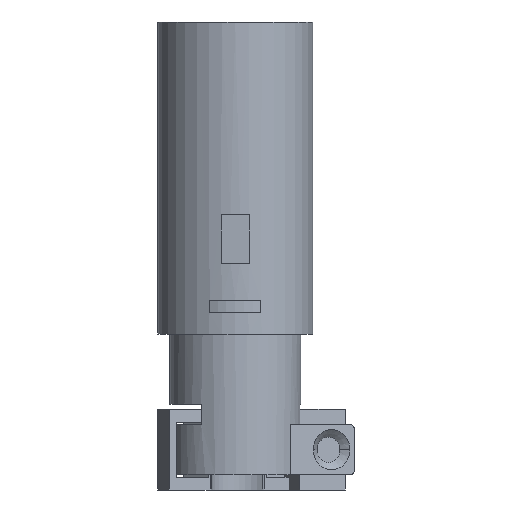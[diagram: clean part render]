
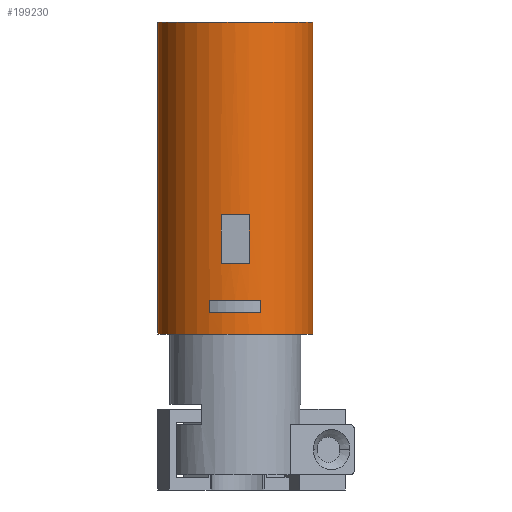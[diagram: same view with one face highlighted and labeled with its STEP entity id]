
A CAD part, front view. The second image highlights one B-rep face of the part: STEP entity #199230.
In plain terms, the highlighted cylindrical face has radius 7.7 mm (diameter 15.4 mm), a partial arc.
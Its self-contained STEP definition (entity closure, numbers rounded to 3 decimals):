
#210=CARTESIAN_POINT('',(35.848,51.907,-10.7));
#220=DIRECTION('',(0.,-1.,0.));
#230=DIRECTION('',(-1.,0.,0.));
#240=AXIS2_PLACEMENT_3D('',#210,#220,#230);
#250=CIRCLE('',#240,7.7);
#260=CARTESIAN_POINT('',(28.148,51.907,-10.7));
#270=VERTEX_POINT('',#260);
#280=CARTESIAN_POINT('',(43.548,51.907,-10.7));
#290=VERTEX_POINT('',#280);
#300=EDGE_CURVE('',#270,#290,#250,.T.);
#1470=CARTESIAN_POINT('',(37.248,75.907,-18.272));
#1480=VERTEX_POINT('',#1470);
#1630=CARTESIAN_POINT('',(37.248,71.057,-18.272));
#1640=VERTEX_POINT('',#1630);
#1670=CARTESIAN_POINT('',(37.248,78.407,-18.272));
#1680=DIRECTION('',(0.,-1.,0.));
#1690=VECTOR('',#1680,1.);
#1700=LINE('',#1670,#1690);
#1710=EDGE_CURVE('',#1480,#1640,#1700,.T.);
#2730=CARTESIAN_POINT('',(34.448,78.407,-18.272));
#2740=DIRECTION('',(0.,-1.,0.));
#2750=VECTOR('',#2740,1.);
#2760=LINE('',#2730,#2750);
#2770=CARTESIAN_POINT('',(34.448,75.907,-18.272));
#2780=VERTEX_POINT('',#2770);
#2790=CARTESIAN_POINT('',(34.448,71.057,-18.272));
#2800=VERTEX_POINT('',#2790);
#2810=EDGE_CURVE('',#2780,#2800,#2760,.T.);
#3610=CARTESIAN_POINT('',(35.848,75.907,-10.7));
#3620=DIRECTION('',(0.,-1.,0.));
#3630=DIRECTION('',(-1.,0.,0.));
#3640=AXIS2_PLACEMENT_3D('',#3610,#3620,#3630);
#3650=CIRCLE('',#3640,7.7);
#3660=EDGE_CURVE('',#2780,#1480,#3650,.T.);
#3910=CARTESIAN_POINT('',(35.848,71.057,-10.7));
#3920=DIRECTION('',(0.,-1.,0.));
#3930=DIRECTION('',(-1.,0.,0.));
#3940=AXIS2_PLACEMENT_3D('',#3910,#3920,#3930);
#3950=CIRCLE('',#3940,7.7);
#3960=EDGE_CURVE('',#2800,#1640,#3950,.T.);
#80270=CARTESIAN_POINT('',(35.848,82.907,-10.7));
#80280=DIRECTION('',(0.,-1.,0.));
#80290=DIRECTION('',(-1.,0.,0.));
#80300=AXIS2_PLACEMENT_3D('',#80270,#80280,#80290);
#80310=CIRCLE('',#80300,7.7);
#80320=CARTESIAN_POINT('',(28.148,82.907,-10.7));
#80330=VERTEX_POINT('',#80320);
#80340=CARTESIAN_POINT('',(43.548,82.907,-10.7));
#80350=VERTEX_POINT('',#80340);
#80360=EDGE_CURVE('',#80330,#80350,#80310,.T.);
#80550=CARTESIAN_POINT('',(43.548,81.557,-10.7));
#80560=DIRECTION('',(0.,-1.,0.));
#80570=VECTOR('',#80560,1.);
#80580=LINE('',#80550,#80570);
#80590=EDGE_CURVE('',#80350,#290,#80580,.T.);
#80620=CARTESIAN_POINT('',(28.148,81.557,-10.7));
#80630=DIRECTION('',(0.,-1.,0.));
#80640=VECTOR('',#80630,1.);
#80650=LINE('',#80620,#80640);
#80660=EDGE_CURVE('',#80330,#270,#80650,.T.);
#81260=CARTESIAN_POINT('',(38.398,80.807,-17.966));
#81270=VERTEX_POINT('',#81260);
#81300=CARTESIAN_POINT('',(35.848,80.807,-10.7));
#81310=DIRECTION('',(0.,-1.,0.));
#81320=DIRECTION('',(-1.,0.,0.));
#81330=AXIS2_PLACEMENT_3D('',#81300,#81310,#81320);
#81340=CIRCLE('',#81330,7.7);
#81350=CARTESIAN_POINT('',(33.298,80.807,-17.966));
#81360=VERTEX_POINT('',#81350);
#81370=EDGE_CURVE('',#81360,#81270,#81340,.T.);
#81820=CARTESIAN_POINT('',(38.398,79.557,-17.966));
#81830=VERTEX_POINT('',#81820);
#81860=CARTESIAN_POINT('',(38.398,81.557,-17.966));
#81870=DIRECTION('',(0.,-1.,0.));
#81880=VECTOR('',#81870,1.);
#81890=LINE('',#81860,#81880);
#81900=EDGE_CURVE('',#81270,#81830,#81890,.T.);
#82110=CARTESIAN_POINT('',(33.298,79.557,-17.966));
#82120=VERTEX_POINT('',#82110);
#82240=CARTESIAN_POINT('',(33.298,81.557,-17.966));
#82250=DIRECTION('',(0.,-1.,0.));
#82260=VECTOR('',#82250,1.);
#82270=LINE('',#82240,#82260);
#82280=EDGE_CURVE('',#81360,#82120,#82270,.T.);
#82540=CARTESIAN_POINT('',(35.848,79.557,-10.7));
#82550=DIRECTION('',(0.,-1.,0.));
#82560=DIRECTION('',(-1.,0.,0.));
#82570=AXIS2_PLACEMENT_3D('',#82540,#82550,#82560);
#82580=CIRCLE('',#82570,7.7);
#82590=EDGE_CURVE('',#82120,#81830,#82580,.T.);
#199000=CARTESIAN_POINT('',(35.848,81.557,-10.7));
#199010=DIRECTION('',(0.,-1.,0.));
#199020=DIRECTION('',(-1.,0.,0.));
#199030=AXIS2_PLACEMENT_3D('',#199000,#199010,#199020);
#199040=CYLINDRICAL_SURFACE('',#199030,7.7);
#199050=ORIENTED_EDGE('',*,*,#300,.F.);
#199060=ORIENTED_EDGE('',*,*,#80590,.T.);
#199070=ORIENTED_EDGE('',*,*,#80360,.T.);
#199080=ORIENTED_EDGE('',*,*,#80660,.F.);
#199090=EDGE_LOOP('',(#199080,#199070,#199060,#199050));
#199100=FACE_OUTER_BOUND('',#199090,.T.);
#199110=ORIENTED_EDGE('',*,*,#1710,.F.);
#199120=ORIENTED_EDGE('',*,*,#3960,.T.);
#199130=ORIENTED_EDGE('',*,*,#2810,.T.);
#199140=ORIENTED_EDGE('',*,*,#3660,.F.);
#199150=EDGE_LOOP('',(#199140,#199130,#199120,#199110));
#199160=FACE_BOUND('',#199150,.T.);
#199170=ORIENTED_EDGE('',*,*,#81370,.F.);
#199180=ORIENTED_EDGE('',*,*,#81900,.F.);
#199190=ORIENTED_EDGE('',*,*,#82590,.T.);
#199200=ORIENTED_EDGE('',*,*,#82280,.T.);
#199210=EDGE_LOOP('',(#199200,#199190,#199180,#199170));
#199220=FACE_BOUND('',#199210,.T.);
#199230=ADVANCED_FACE('',(#199100,#199160,#199220),#199040,.T.);
